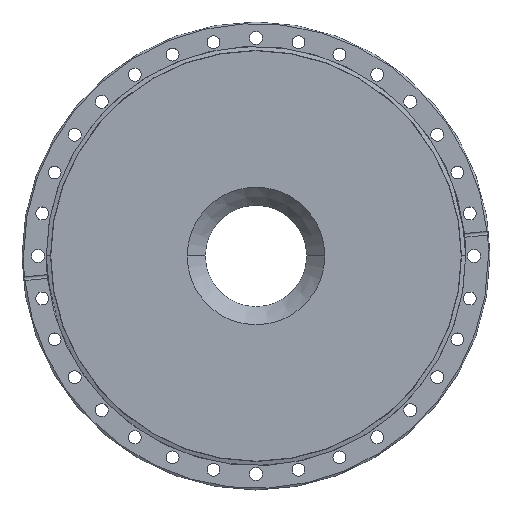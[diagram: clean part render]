
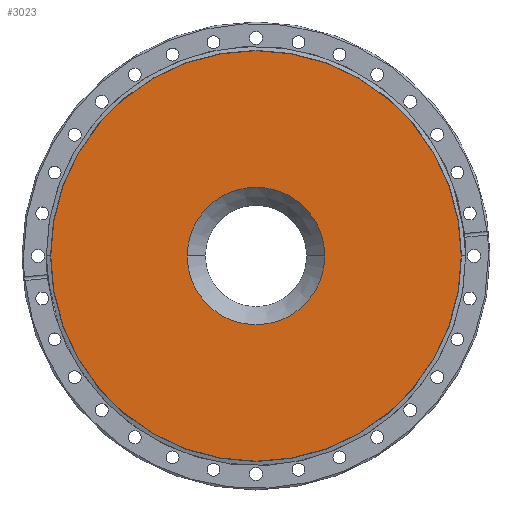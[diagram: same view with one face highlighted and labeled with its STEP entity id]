
A CAD part, top view. The second image highlights one B-rep face of the part: STEP entity #3023.
In plain terms, the highlighted planar face has unit normal (0, 0, 1).
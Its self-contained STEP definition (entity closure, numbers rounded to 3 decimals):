
#476 = FACE_OUTER_BOUND ( 'NONE', #3594, .T. ) ;
#656 = DIRECTION ( 'NONE',  ( 0., 0., 1. ) ) ;
#728 = AXIS2_PLACEMENT_3D ( 'NONE', #4161, #1996, #4531 ) ;
#1049 = CARTESIAN_POINT ( 'NONE',  ( 44.8, 0., -1.2 ) ) ;
#1235 = ORIENTED_EDGE ( 'NONE', *, *, #2812, .T. ) ;
#1289 = CARTESIAN_POINT ( 'NONE',  ( -44.8, 0., -1.2 ) ) ;
#1312 = DIRECTION ( 'NONE',  ( 0., 0., -1. ) ) ;
#1429 = VERTEX_POINT ( 'NONE', #3221 ) ;
#1561 = DIRECTION ( 'NONE',  ( 0., 0., 1. ) ) ;
#1777 = CARTESIAN_POINT ( 'NONE',  ( 0., 0., -1.2 ) ) ;
#1793 = VERTEX_POINT ( 'NONE', #3435 ) ;
#1798 = EDGE_CURVE ( 'NONE', #1429, #1793, #1861, .T. ) ;
#1861 = CIRCLE ( 'NONE', #728, 133.698 ) ;
#1941 = CARTESIAN_POINT ( 'NONE',  ( 0., 0., -1.2 ) ) ;
#1996 = DIRECTION ( 'NONE',  ( 0., 0., 1. ) ) ;
#2029 = CIRCLE ( 'NONE', #3621, 44.8 ) ;
#2158 = CIRCLE ( 'NONE', #4717, 133.698 ) ;
#2304 = DIRECTION ( 'NONE',  ( 1., 0., 0. ) ) ;
#2420 = VERTEX_POINT ( 'NONE', #1289 ) ;
#2812 = EDGE_CURVE ( 'NONE', #1793, #1429, #2158, .T. ) ;
#3023 = ADVANCED_FACE ( 'NONE', ( #476, #4369 ), #3937, .T. ) ;
#3038 = VERTEX_POINT ( 'NONE', #1049 ) ;
#3221 = CARTESIAN_POINT ( 'NONE',  ( -133.698, 0., -1.2 ) ) ;
#3229 = CIRCLE ( 'NONE', #3328, 44.8 ) ;
#3235 = EDGE_CURVE ( 'NONE', #2420, #3038, #3229, .T. ) ;
#3238 = DIRECTION ( 'NONE',  ( 1., 0., 0. ) ) ;
#3328 = AXIS2_PLACEMENT_3D ( 'NONE', #1941, #4472, #2304 ) ;
#3435 = CARTESIAN_POINT ( 'NONE',  ( 133.698, 0., -1.2 ) ) ;
#3483 = CARTESIAN_POINT ( 'NONE',  ( 0., 0., -1.2 ) ) ;
#3594 = EDGE_LOOP ( 'NONE', ( #1235, #4026 ) ) ;
#3621 = AXIS2_PLACEMENT_3D ( 'NONE', #3483, #1312, #3838 ) ;
#3642 = EDGE_CURVE ( 'NONE', #3038, #2420, #2029, .T. ) ;
#3714 = CARTESIAN_POINT ( 'NONE',  ( 0., 0., -1.2 ) ) ;
#3838 = DIRECTION ( 'NONE',  ( 1., 0., 0. ) ) ;
#3937 = PLANE ( 'NONE',  #4387 ) ;
#4026 = ORIENTED_EDGE ( 'NONE', *, *, #1798, .T. ) ;
#4087 = DIRECTION ( 'NONE',  ( 1., 0., 0. ) ) ;
#4161 = CARTESIAN_POINT ( 'NONE',  ( 0., 0., -1.2 ) ) ;
#4369 = FACE_BOUND ( 'NONE', #4580, .T. ) ;
#4387 = AXIS2_PLACEMENT_3D ( 'NONE', #1777, #656, #3238 ) ;
#4472 = DIRECTION ( 'NONE',  ( 0., 0., -1. ) ) ;
#4525 = ORIENTED_EDGE ( 'NONE', *, *, #3235, .T. ) ;
#4531 = DIRECTION ( 'NONE',  ( 1., 0., 0. ) ) ;
#4580 = EDGE_LOOP ( 'NONE', ( #4667, #4525 ) ) ;
#4667 = ORIENTED_EDGE ( 'NONE', *, *, #3642, .T. ) ;
#4717 = AXIS2_PLACEMENT_3D ( 'NONE', #3714, #1561, #4087 ) ;
